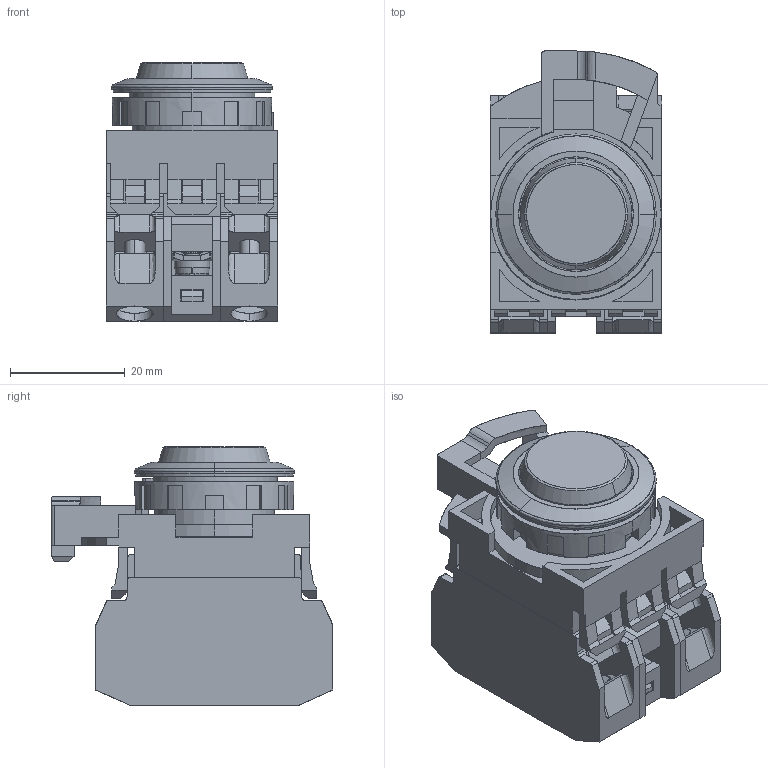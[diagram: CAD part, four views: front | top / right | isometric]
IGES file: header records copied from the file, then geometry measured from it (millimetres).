
Start section: SolidWorks IGES file using analytic representation for surfaces
Global section: file name: 05_CW[1][4]L-M2ExxQ#$.IGS; native system: SolidWorks 2019; preprocessor: SolidWorks 2019; author: 1003660; date: 200923.104805; units: millimetre
Bounding box: 30 x 49.2 x 45.1 mm (x, y, z)
Surface area: 24633.1 mm2 (no closed solid volume)
Topology: 0 solids, 0 shells, 976 faces, 9646 edges, 9646 vertices
Faces by surface type: bspline 704, revolution 272
